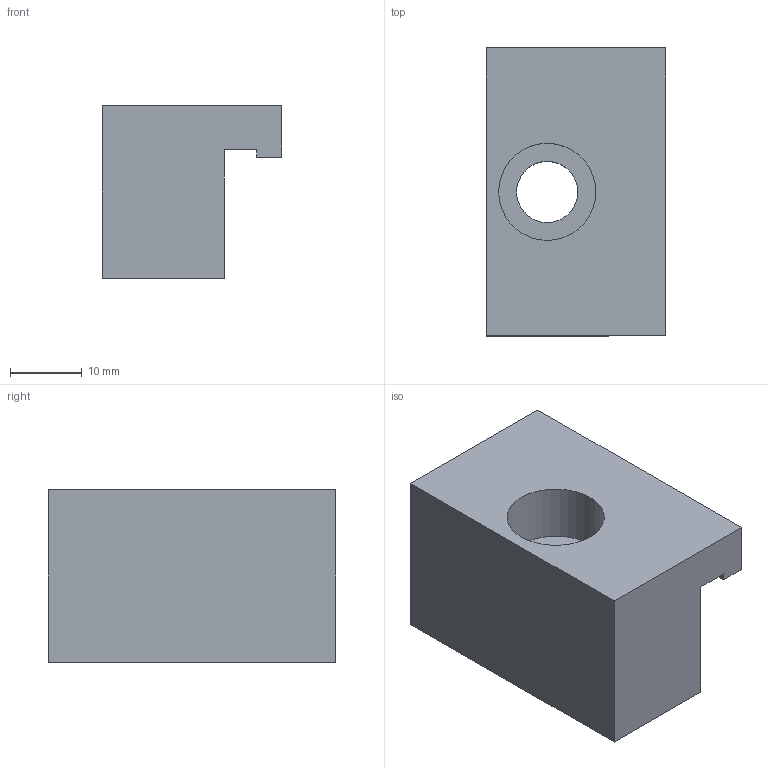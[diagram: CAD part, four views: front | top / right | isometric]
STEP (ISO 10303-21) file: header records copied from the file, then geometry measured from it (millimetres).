
FILE_DESCRIPTION(('STEP AP203'),'2;1');
FILE_NAME('30.119.00.stp','2011-03-21T16:24:15',(''),(''),'2009.3.110','THINKDESIGN','');
FILE_SCHEMA(('CONFIG_CONTROL_DESIGN'));
Length unit declared in the file: millimetre
Bounding box: 25 x 40 x 24 mm (x, y, z)
Volume: 16375 mm3; surface area: 5574.5 mm2
Topology: 1 solids, 1 shells, 13 faces, 34 edges, 24 vertices
Faces by surface type: plane 11, cylinder 2
Full cylindrical faces by diameter (mm): 8.5 x1, 13.5 x1
Entity records: 505 total; most frequent: CARTESIAN_POINT 71, DIRECTION 68, ORIENTED_EDGE 68, EDGE_CURVE 34, VECTOR 26, LINE 26, VERTEX_POINT 24, AXIS2_PLACEMENT_3D 21
